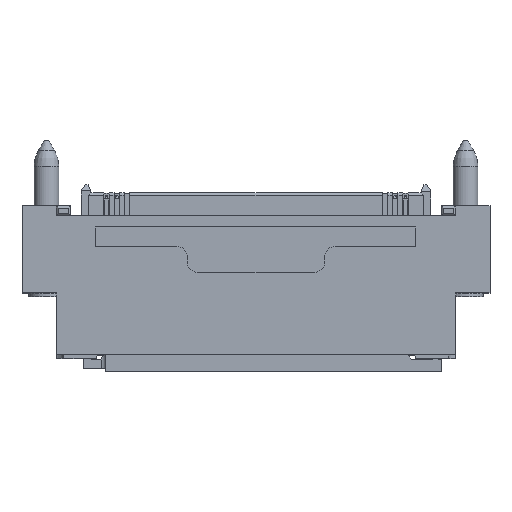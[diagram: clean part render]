
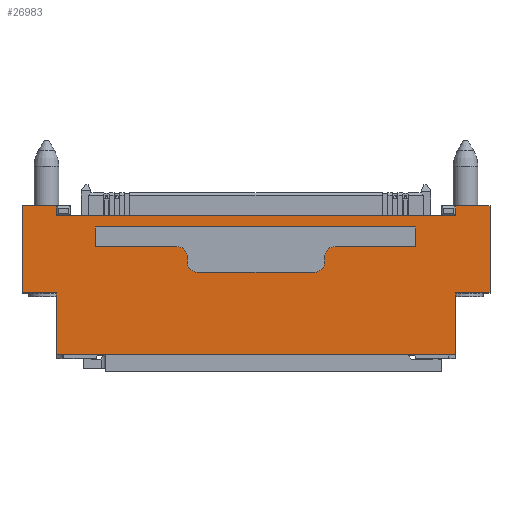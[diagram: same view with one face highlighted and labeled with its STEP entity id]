
A CAD part, top view. The second image highlights one B-rep face of the part: STEP entity #26983.
In plain terms, the highlighted planar face has unit normal (0, 0, 1).
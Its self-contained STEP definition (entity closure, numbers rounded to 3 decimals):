
#713=CIRCLE($,#29027,1.27);
#714=CIRCLE($,#29030,1.27);
#715=CIRCLE($,#29033,1.27);
#716=CIRCLE($,#29036,1.27);
#981=FACE_BOUND($,#3510,.T.);
#1983=FACE_OUTER_BOUND($,#3509,.T.);
#3509=EDGE_LOOP($,(#22112,#22113,#22114,#22115,#22116,#22117,#22118,#22119,
#22120,#22121,#22122,#22123,#22124,#22125));
#3510=EDGE_LOOP($,(#22126,#22127,#22128,#22129,#22130,#22131,#22132,#22133,
#22134,#22135,#22136,#22137));
#5944=LINE($,#42556,#9157);
#5947=LINE($,#42564,#9160);
#5950=LINE($,#42572,#9163);
#5953=LINE($,#42580,#9166);
#5955=LINE($,#42584,#9168);
#5957=LINE($,#42588,#9170);
#5959=LINE($,#42592,#9172);
#5961=LINE($,#42595,#9174);
#6008=LINE($,#42694,#9221);
#6011=LINE($,#42699,#9224);
#6025=LINE($,#42729,#9238);
#6028=LINE($,#42734,#9241);
#6030=LINE($,#42737,#9243);
#6031=LINE($,#42739,#9244);
#6032=LINE($,#42741,#9245);
#6033=LINE($,#42743,#9246);
#6034=LINE($,#42745,#9247);
#6035=LINE($,#42747,#9248);
#6036=LINE($,#42749,#9249);
#6037=LINE($,#42751,#9250);
#6038=LINE($,#42753,#9251);
#6039=LINE($,#42754,#9252);
#9157=VECTOR($,#34581,0.635);
#9160=VECTOR($,#34590,14.402);
#9163=VECTOR($,#34599,0.635);
#9166=VECTOR($,#34608,10.071);
#9168=VECTOR($,#34612,2.413);
#9170=VECTOR($,#34616,39.497);
#9172=VECTOR($,#34620,2.413);
#9174=VECTOR($,#34624,9.944);
#9221=VECTOR($,#34711,1.143);
#9224=VECTOR($,#34716,1.778);
#9238=VECTOR($,#34742,1.143);
#9241=VECTOR($,#34747,1.778);
#9243=VECTOR($,#34751,45.72);
#9244=VECTOR($,#34752,4.191);
#9245=VECTOR($,#34753,10.719);
#9246=VECTOR($,#34754,4.191);
#9247=VECTOR($,#34755,7.62);
#9248=VECTOR($,#34756,49.276);
#9249=VECTOR($,#34757,7.62);
#9250=VECTOR($,#34758,4.191);
#9251=VECTOR($,#34759,10.719);
#9252=VECTOR($,#34760,4.191);
#12201=VERTEX_POINT($,#42549);
#12202=VERTEX_POINT($,#42550);
#12203=VERTEX_POINT($,#42555);
#12204=VERTEX_POINT($,#42559);
#12205=VERTEX_POINT($,#42563);
#12206=VERTEX_POINT($,#42567);
#12207=VERTEX_POINT($,#42571);
#12208=VERTEX_POINT($,#42575);
#12209=VERTEX_POINT($,#42579);
#12210=VERTEX_POINT($,#42583);
#12211=VERTEX_POINT($,#42587);
#12212=VERTEX_POINT($,#42591);
#12243=VERTEX_POINT($,#42692);
#12244=VERTEX_POINT($,#42693);
#12245=VERTEX_POINT($,#42698);
#12254=VERTEX_POINT($,#42727);
#12255=VERTEX_POINT($,#42728);
#12256=VERTEX_POINT($,#42733);
#12257=VERTEX_POINT($,#42738);
#12258=VERTEX_POINT($,#42740);
#12259=VERTEX_POINT($,#42742);
#12260=VERTEX_POINT($,#42744);
#12261=VERTEX_POINT($,#42746);
#12262=VERTEX_POINT($,#42748);
#12263=VERTEX_POINT($,#42750);
#12264=VERTEX_POINT($,#42752);
#15609=EDGE_CURVE($,#12201,#12202,#713,.T.);
#15612=EDGE_CURVE($,#12203,#12202,#5944,.T.);
#15614=EDGE_CURVE($,#12204,#12203,#714,.T.);
#15616=EDGE_CURVE($,#12205,#12204,#5947,.T.);
#15618=EDGE_CURVE($,#12206,#12205,#715,.T.);
#15620=EDGE_CURVE($,#12207,#12206,#5950,.T.);
#15622=EDGE_CURVE($,#12207,#12208,#716,.T.);
#15624=EDGE_CURVE($,#12209,#12208,#5953,.T.);
#15626=EDGE_CURVE($,#12210,#12209,#5955,.T.);
#15628=EDGE_CURVE($,#12211,#12210,#5957,.T.);
#15630=EDGE_CURVE($,#12212,#12211,#5959,.T.);
#15632=EDGE_CURVE($,#12201,#12212,#5961,.T.);
#15679=EDGE_CURVE($,#12243,#12244,#6008,.T.);
#15682=EDGE_CURVE($,#12244,#12245,#6011,.T.);
#15696=EDGE_CURVE($,#12254,#12255,#6025,.T.);
#15699=EDGE_CURVE($,#12256,#12254,#6028,.T.);
#15701=EDGE_CURVE($,#12256,#12245,#6030,.T.);
#15702=EDGE_CURVE($,#12243,#12257,#6031,.T.);
#15703=EDGE_CURVE($,#12257,#12258,#6032,.T.);
#15704=EDGE_CURVE($,#12258,#12259,#6033,.T.);
#15705=EDGE_CURVE($,#12259,#12260,#6034,.T.);
#15706=EDGE_CURVE($,#12260,#12261,#6035,.T.);
#15707=EDGE_CURVE($,#12261,#12262,#6036,.T.);
#15708=EDGE_CURVE($,#12262,#12263,#6037,.T.);
#15709=EDGE_CURVE($,#12263,#12264,#6038,.T.);
#15710=EDGE_CURVE($,#12264,#12255,#6039,.T.);
#22112=ORIENTED_EDGE($,*,*,#15701,.T.);
#22113=ORIENTED_EDGE($,*,*,#15682,.F.);
#22114=ORIENTED_EDGE($,*,*,#15679,.F.);
#22115=ORIENTED_EDGE($,*,*,#15702,.T.);
#22116=ORIENTED_EDGE($,*,*,#15703,.T.);
#22117=ORIENTED_EDGE($,*,*,#15704,.T.);
#22118=ORIENTED_EDGE($,*,*,#15705,.T.);
#22119=ORIENTED_EDGE($,*,*,#15706,.T.);
#22120=ORIENTED_EDGE($,*,*,#15707,.T.);
#22121=ORIENTED_EDGE($,*,*,#15708,.T.);
#22122=ORIENTED_EDGE($,*,*,#15709,.T.);
#22123=ORIENTED_EDGE($,*,*,#15710,.T.);
#22124=ORIENTED_EDGE($,*,*,#15696,.F.);
#22125=ORIENTED_EDGE($,*,*,#15699,.F.);
#22126=ORIENTED_EDGE($,*,*,#15630,.F.);
#22127=ORIENTED_EDGE($,*,*,#15632,.F.);
#22128=ORIENTED_EDGE($,*,*,#15609,.T.);
#22129=ORIENTED_EDGE($,*,*,#15612,.F.);
#22130=ORIENTED_EDGE($,*,*,#15614,.F.);
#22131=ORIENTED_EDGE($,*,*,#15616,.F.);
#22132=ORIENTED_EDGE($,*,*,#15618,.F.);
#22133=ORIENTED_EDGE($,*,*,#15620,.F.);
#22134=ORIENTED_EDGE($,*,*,#15622,.T.);
#22135=ORIENTED_EDGE($,*,*,#15624,.F.);
#22136=ORIENTED_EDGE($,*,*,#15626,.F.);
#22137=ORIENTED_EDGE($,*,*,#15628,.F.);
#25532=PLANE($,#29070);
#26983=ADVANCED_FACE($,(#1983,#981),#25532,.T.);
#29027=AXIS2_PLACEMENT_3D($,#42551,#34575,#34576);
#29030=AXIS2_PLACEMENT_3D($,#42560,#34585,#34586);
#29033=AXIS2_PLACEMENT_3D($,#42568,#34594,#34595);
#29036=AXIS2_PLACEMENT_3D($,#42576,#34603,#34604);
#29070=AXIS2_PLACEMENT_3D($,#42736,#34749,#34750);
#34575=DIRECTION('center_axis',(0.,0.,
1.));
#34576=DIRECTION('ref_axis',(-1.,0.,0.));
#34581=DIRECTION($,(0.,1.,0.));
#34585=DIRECTION('center_axis',(0.,0.,
1.));
#34586=DIRECTION('ref_axis',(-1.,0.,0.));
#34590=DIRECTION($,(1.,0.,0.));
#34594=DIRECTION('center_axis',(0.,0.,
1.));
#34595=DIRECTION('ref_axis',(-1.,0.,0.));
#34599=DIRECTION($,(0.,-1.,0.));
#34603=DIRECTION('center_axis',(0.,0.,
1.));
#34604=DIRECTION('ref_axis',(-1.,0.,0.));
#34608=DIRECTION($,(1.,0.,0.));
#34612=DIRECTION($,(0.,-1.,0.));
#34616=DIRECTION($,(-1.,0.,0.));
#34620=DIRECTION($,(0.,1.,0.));
#34624=DIRECTION($,(1.,0.,0.));
#34711=DIRECTION($,(0.,-1.,0.));
#34716=DIRECTION($,(1.,0.,0.));
#34742=DIRECTION($,(0.,1.,0.));
#34747=DIRECTION($,(1.,0.,0.));
#34749=DIRECTION('center_axis',(0.,0.,
1.));
#34750=DIRECTION('ref_axis',(0.,1.,0.));
#34751=DIRECTION($,(-1.,0.,0.));
#34752=DIRECTION($,(-1.,0.,0.));
#34753=DIRECTION($,(0.,-1.,0.));
#34754=DIRECTION($,(1.,0.,0.));
#34755=DIRECTION($,(0.,-1.,0.));
#34756=DIRECTION($,(1.,0.,0.));
#34757=DIRECTION($,(0.,1.,0.));
#34758=DIRECTION($,(1.,0.,0.));
#34759=DIRECTION($,(0.,1.,0.));
#34760=DIRECTION($,(-1.,0.,0.));
#42549=CARTESIAN_POINT('',(9.741,1.219,14.402));
#42550=CARTESIAN_POINT('',(8.471,-0.051,14.402));
#42551=CARTESIAN_POINT('Origin',(9.741,-0.051,14.402));
#42555=CARTESIAN_POINT('',(8.471,-0.686,14.402));
#42556=CARTESIAN_POINT($,(8.471,-0.686,14.402));
#42559=CARTESIAN_POINT('',(7.201,-1.956,14.402));
#42560=CARTESIAN_POINT('Origin',(7.201,-0.686,14.402));
#42563=CARTESIAN_POINT('',(-7.201,-1.956,14.402));
#42564=CARTESIAN_POINT($,(-7.201,-1.956,14.402));
#42567=CARTESIAN_POINT('',(-8.471,-0.686,14.402));
#42568=CARTESIAN_POINT('Origin',(-7.201,-0.686,14.402));
#42571=CARTESIAN_POINT('',(-8.471,-0.051,14.402));
#42572=CARTESIAN_POINT($,(-8.471,-0.051,14.402));
#42575=CARTESIAN_POINT('',(-9.741,1.219,14.402));
#42576=CARTESIAN_POINT('Origin',(-9.741,-0.051,
14.402));
#42579=CARTESIAN_POINT('',(-19.812,1.219,14.402));
#42580=CARTESIAN_POINT($,(-19.812,1.219,14.402));
#42583=CARTESIAN_POINT('',(-19.812,3.632,14.402));
#42584=CARTESIAN_POINT($,(-19.812,3.632,14.402));
#42587=CARTESIAN_POINT('',(19.685,3.632,14.402));
#42588=CARTESIAN_POINT($,(19.685,3.632,14.402));
#42591=CARTESIAN_POINT('',(19.685,1.219,14.402));
#42592=CARTESIAN_POINT($,(19.685,1.219,14.402));
#42595=CARTESIAN_POINT($,(9.741,1.219,14.402));
#42692=CARTESIAN_POINT('',(-24.638,6.223,14.402));
#42693=CARTESIAN_POINT('',(-24.638,5.08,14.402));
#42694=CARTESIAN_POINT($,(-24.638,6.223,14.402));
#42698=CARTESIAN_POINT('',(-22.86,5.08,14.402));
#42699=CARTESIAN_POINT($,(-24.638,5.08,14.402));
#42727=CARTESIAN_POINT('',(24.638,5.08,14.402));
#42728=CARTESIAN_POINT('',(24.638,6.223,14.402));
#42729=CARTESIAN_POINT($,(24.638,5.08,14.402));
#42733=CARTESIAN_POINT('',(22.86,5.08,14.402));
#42734=CARTESIAN_POINT($,(22.86,5.08,14.402));
#42736=CARTESIAN_POINT('Origin',(0.,0.,14.402));
#42737=CARTESIAN_POINT($,(22.86,5.08,14.402));
#42738=CARTESIAN_POINT('',(-28.829,6.223,14.402));
#42739=CARTESIAN_POINT($,(-22.86,6.223,14.402));
#42740=CARTESIAN_POINT('',(-28.829,-4.496,14.402));
#42741=CARTESIAN_POINT($,(-28.829,6.223,14.402));
#42742=CARTESIAN_POINT('',(-24.638,-4.496,14.402));
#42743=CARTESIAN_POINT($,(-28.829,-4.496,14.402));
#42744=CARTESIAN_POINT('',(-24.638,-12.116,14.402));
#42745=CARTESIAN_POINT($,(-24.638,-4.496,14.402));
#42746=CARTESIAN_POINT('',(24.638,-12.116,14.402));
#42747=CARTESIAN_POINT($,(-24.638,-12.116,14.402));
#42748=CARTESIAN_POINT('',(24.638,-4.496,14.402));
#42749=CARTESIAN_POINT($,(24.638,-12.116,14.402));
#42750=CARTESIAN_POINT('',(28.829,-4.496,14.402));
#42751=CARTESIAN_POINT($,(24.638,-4.496,14.402));
#42752=CARTESIAN_POINT('',(28.829,6.223,14.402));
#42753=CARTESIAN_POINT($,(28.829,-4.496,14.402));
#42754=CARTESIAN_POINT($,(28.829,6.223,14.402));
